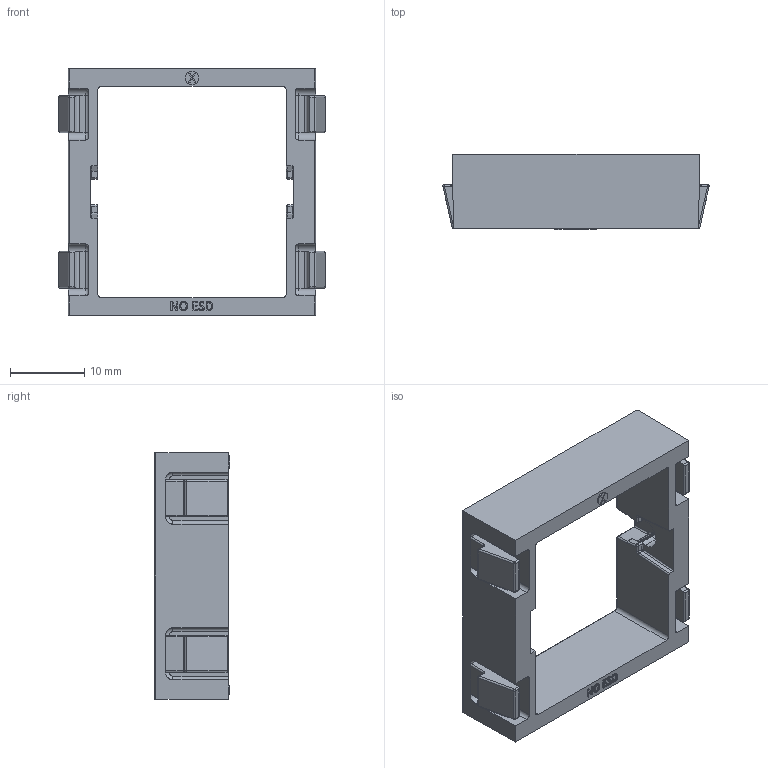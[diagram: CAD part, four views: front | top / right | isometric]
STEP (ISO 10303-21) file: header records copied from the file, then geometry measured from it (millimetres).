
FILE_DESCRIPTION (( 'STEP AP203' ), '1' );
FILE_NAME ('062ACR2891.33.STEP', '2022-05-05T16:09:19', ( '' ), ( '' ), 'SwSTEP 2.0', 'SolidWorks 2021', '' );
FILE_SCHEMA (( 'CONFIG_CONTROL_DESIGN' ));
Length unit declared in the file: millimetre
Products named in the file (1): 062ACR2891.33
Bounding box: 35.9 x 10.15 x 33.3 mm (x, y, z)
Volume: 3206 mm3; surface area: 3832.4 mm2
Topology: 1 solids, 1 shells, 452 faces, 1149 edges, 674 vertices
Faces by surface type: cylinder 166, plane 134, bspline 80, torus 42, sphere 30
Entity records: 16327 total; most frequent: CARTESIAN_POINT 6145, ORIENTED_EDGE 2230, DIRECTION 1971, EDGE_CURVE 1115, AXIS2_PLACEMENT_3D 701, VERTEX_POINT 674, LINE 569, VECTOR 569
